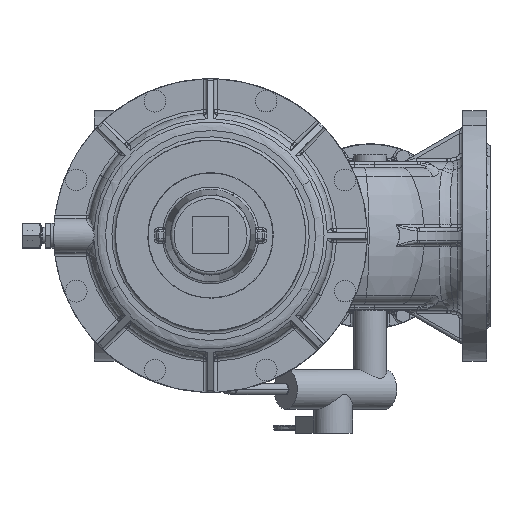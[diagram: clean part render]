
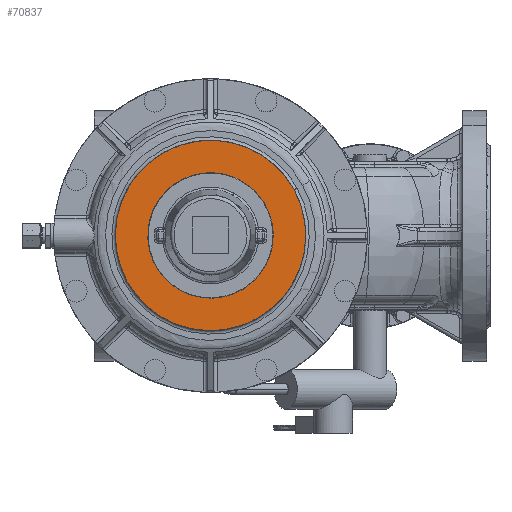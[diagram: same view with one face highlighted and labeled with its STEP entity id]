
A CAD part, top view. The second image highlights one B-rep face of the part: STEP entity #70837.
In plain terms, the highlighted planar face has unit normal (0, 0, 1).
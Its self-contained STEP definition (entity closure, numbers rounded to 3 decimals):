
#70773=DIRECTION('Axis2P3D Direction',(0.,0.,-1.)) ;
#70774=DIRECTION('Axis2P3D XDirection',(1.,0.,0.)) ;
#70778=DIRECTION('Axis2P3D Direction',(0.,0.,-1.)) ;
#70787=DIRECTION('Axis2P3D Direction',(0.,0.,-1.)) ;
#70794=DIRECTION('Axis2P3D Direction',(0.,0.,-1.)) ;
#70801=DIRECTION('Axis2P3D Direction',(0.,0.,-1.)) ;
#70812=DIRECTION('Axis2P3D Direction',(0.,0.,-1.)) ;
#70821=DIRECTION('Axis2P3D Direction',(0.,0.,-1.)) ;
#70828=DIRECTION('Axis2P3D Direction',(0.,0.,-1.)) ;
#70772=CARTESIAN_POINT('Axis2P3D Location',(83.5,0.,236.)) ;
#70777=CARTESIAN_POINT('Axis2P3D Location',(0.,0.,236.)) ;
#70781=CARTESIAN_POINT('Vertex',(-73.278,-40.032,236.)) ;
#70783=CARTESIAN_POINT('Vertex',(-73.278,40.032,236.)) ;
#70786=CARTESIAN_POINT('Axis2P3D Location',(0.,0.,236.)) ;
#70790=CARTESIAN_POINT('Vertex',(73.278,-40.032,236.)) ;
#70793=CARTESIAN_POINT('Axis2P3D Location',(0.,0.,236.)) ;
#70797=CARTESIAN_POINT('Vertex',(73.278,40.032,236.)) ;
#70800=CARTESIAN_POINT('Axis2P3D Location',(0.,0.,236.)) ;
#70811=CARTESIAN_POINT('Axis2P3D Location',(0.,0.,236.)) ;
#70815=CARTESIAN_POINT('Vertex',(-26.129,-47.828,236.)) ;
#70817=CARTESIAN_POINT('Vertex',(20.212,50.613,236.)) ;
#70820=CARTESIAN_POINT('Axis2P3D Location',(0.,0.,236.)) ;
#70824=CARTESIAN_POINT('Vertex',(26.129,47.828,236.)) ;
#70827=CARTESIAN_POINT('Axis2P3D Location',(0.,0.,236.)) ;
#70775=AXIS2_PLACEMENT_3D('Plane Axis2P3D',#70772,#70773,#70774) ;
#70779=AXIS2_PLACEMENT_3D('Circle Axis2P3D',#70777,#70778,$) ;
#70788=AXIS2_PLACEMENT_3D('Circle Axis2P3D',#70786,#70787,$) ;
#70795=AXIS2_PLACEMENT_3D('Circle Axis2P3D',#70793,#70794,$) ;
#70802=AXIS2_PLACEMENT_3D('Circle Axis2P3D',#70800,#70801,$) ;
#70813=AXIS2_PLACEMENT_3D('Circle Axis2P3D',#70811,#70812,$) ;
#70822=AXIS2_PLACEMENT_3D('Circle Axis2P3D',#70820,#70821,$) ;
#70829=AXIS2_PLACEMENT_3D('Circle Axis2P3D',#70827,#70828,$) ;
#70836=FACE_BOUND('',#70832,.T.) ;
#70785=EDGE_CURVE('',#70782,#70784,#70780,.T.) ;
#70792=EDGE_CURVE('',#70791,#70782,#70789,.T.) ;
#70799=EDGE_CURVE('',#70798,#70791,#70796,.T.) ;
#70804=EDGE_CURVE('',#70784,#70798,#70803,.T.) ;
#70819=EDGE_CURVE('',#70816,#70818,#70814,.T.) ;
#70826=EDGE_CURVE('',#70818,#70825,#70823,.T.) ;
#70831=EDGE_CURVE('',#70825,#70816,#70830,.T.) ;
#70776=PLANE('Plane',#70775) ;
#70806=ORIENTED_EDGE('',*,*,#70785,.F.) ;
#70807=ORIENTED_EDGE('',*,*,#70792,.F.) ;
#70808=ORIENTED_EDGE('',*,*,#70799,.F.) ;
#70809=ORIENTED_EDGE('',*,*,#70804,.F.) ;
#70833=ORIENTED_EDGE('',*,*,#70819,.T.) ;
#70834=ORIENTED_EDGE('',*,*,#70826,.T.) ;
#70835=ORIENTED_EDGE('',*,*,#70831,.T.) ;
#70837=ADVANCED_FACE('Brep With Voids',(#70810,#70836),#70776,.F.) ;
#70780=CIRCLE('generated circle',#70779,83.5) ;
#70789=CIRCLE('generated circle',#70788,83.5) ;
#70796=CIRCLE('generated circle',#70795,83.5) ;
#70803=CIRCLE('generated circle',#70802,83.5) ;
#70814=CIRCLE('generated circle',#70813,54.5) ;
#70823=CIRCLE('generated circle',#70822,54.5) ;
#70830=CIRCLE('generated circle',#70829,54.5) ;
#70782=VERTEX_POINT('',#70781) ;
#70784=VERTEX_POINT('',#70783) ;
#70791=VERTEX_POINT('',#70790) ;
#70798=VERTEX_POINT('',#70797) ;
#70816=VERTEX_POINT('',#70815) ;
#70818=VERTEX_POINT('',#70817) ;
#70825=VERTEX_POINT('',#70824) ;
#70805=EDGE_LOOP('',(#70806,#70807,#70808,#70809)) ;
#70832=EDGE_LOOP('',(#70833,#70834,#70835)) ;
#70810=FACE_OUTER_BOUND('',#70805,.T.) ;
